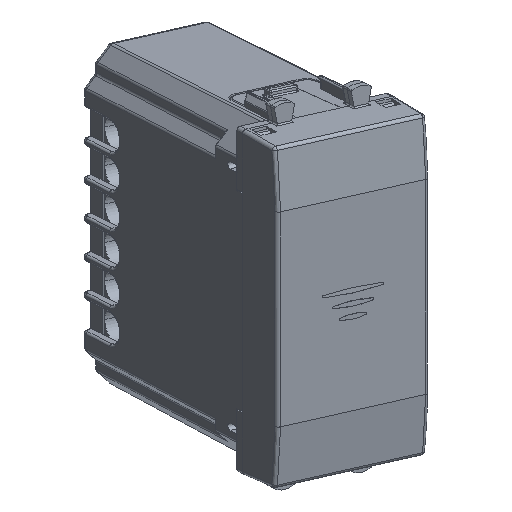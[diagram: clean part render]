
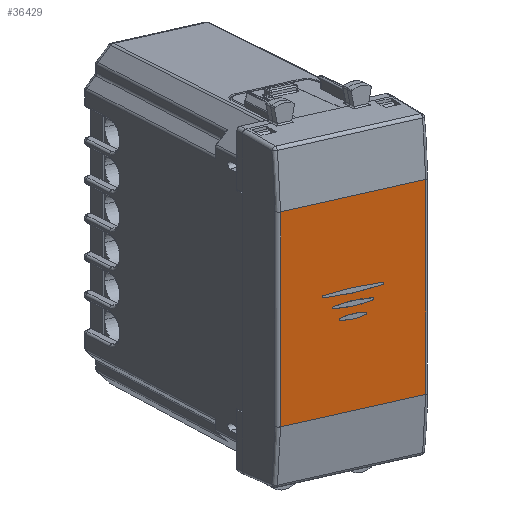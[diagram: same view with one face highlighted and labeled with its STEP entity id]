
A CAD part, top view. The second image highlights one B-rep face of the part: STEP entity #36429.
In plain terms, the highlighted face is planar.
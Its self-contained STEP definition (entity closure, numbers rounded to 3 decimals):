
#29819=CARTESIAN_POINT('Vertex',(13.969,10.613,8.875)) ;
#29853=CARTESIAN_POINT('Vertex',(-13.969,10.613,8.875)) ;
#29856=CARTESIAN_POINT('Line Origine',(0.,10.613,8.875)) ;
#29959=CARTESIAN_POINT('Line Origine',(13.969,0.,8.875)) ;
#29963=CARTESIAN_POINT('Vertex',(13.969,-10.613,8.875)) ;
#32080=CARTESIAN_POINT('Line Origine',(0.,-10.613,8.875)) ;
#32084=CARTESIAN_POINT('Vertex',(-13.969,-10.613,8.875)) ;
#32274=CARTESIAN_POINT('Line Origine',(-13.969,0.,8.875)) ;
#35491=CARTESIAN_POINT('Control Point',(-1.542,-4.364,8.875)) ;
#35492=CARTESIAN_POINT('Control Point',(-1.551,-4.455,8.875)) ;
#35493=CARTESIAN_POINT('Control Point',(-1.627,-4.543,8.875)) ;
#35494=CARTESIAN_POINT('Control Point',(-1.766,-4.54,8.875)) ;
#35495=CARTESIAN_POINT('Control Point',(-1.839,-4.454,8.875)) ;
#35496=CARTESIAN_POINT('Control Point',(-1.848,-4.364,8.875)) ;
#35497=CARTESIAN_POINT('Vertex',(-1.542,-4.364,8.875)) ;
#35499=CARTESIAN_POINT('Vertex',(-1.848,-4.364,8.875)) ;
#35533=CARTESIAN_POINT('Vertex',(-1.848,4.364,8.875)) ;
#35537=CARTESIAN_POINT('Control Point',(-1.848,-4.364,8.875)) ;
#35538=CARTESIAN_POINT('Control Point',(-2.114,-1.463,8.875)) ;
#35539=CARTESIAN_POINT('Control Point',(-2.114,1.463,8.875)) ;
#35540=CARTESIAN_POINT('Control Point',(-1.848,4.364,8.875)) ;
#35571=CARTESIAN_POINT('Vertex',(-1.542,4.364,8.875)) ;
#35575=CARTESIAN_POINT('Control Point',(-1.542,4.364,8.875)) ;
#35576=CARTESIAN_POINT('Control Point',(-1.551,4.455,8.875)) ;
#35577=CARTESIAN_POINT('Control Point',(-1.627,4.543,8.875)) ;
#35578=CARTESIAN_POINT('Control Point',(-1.766,4.54,8.875)) ;
#35579=CARTESIAN_POINT('Control Point',(-1.839,4.454,8.875)) ;
#35580=CARTESIAN_POINT('Control Point',(-1.848,4.364,8.875)) ;
#35603=CARTESIAN_POINT('Control Point',(-1.542,-4.364,8.875)) ;
#35604=CARTESIAN_POINT('Control Point',(-1.273,-1.463,8.875)) ;
#35605=CARTESIAN_POINT('Control Point',(-1.273,1.463,8.875)) ;
#35606=CARTESIAN_POINT('Control Point',(-1.542,4.364,8.875)) ;
#35635=CARTESIAN_POINT('Control Point',(0.164,-2.872,8.875)) ;
#35636=CARTESIAN_POINT('Control Point',(0.151,-2.962,8.875)) ;
#35637=CARTESIAN_POINT('Control Point',(0.074,-3.046,8.875)) ;
#35638=CARTESIAN_POINT('Control Point',(-0.061,-3.045,8.875)) ;
#35639=CARTESIAN_POINT('Control Point',(-0.138,-2.962,8.875)) ;
#35640=CARTESIAN_POINT('Control Point',(-0.15,-2.872,8.875)) ;
#35641=CARTESIAN_POINT('Vertex',(0.164,-2.872,8.875)) ;
#35643=CARTESIAN_POINT('Vertex',(-0.15,-2.872,8.875)) ;
#35675=CARTESIAN_POINT('Control Point',(-0.15,-2.872,8.875)) ;
#35676=CARTESIAN_POINT('Control Point',(-0.419,-0.97,8.875)) ;
#35677=CARTESIAN_POINT('Control Point',(-0.419,0.97,8.875)) ;
#35678=CARTESIAN_POINT('Control Point',(-0.15,2.872,8.875)) ;
#35679=CARTESIAN_POINT('Vertex',(-0.15,2.872,8.875)) ;
#35715=CARTESIAN_POINT('Vertex',(0.164,2.872,8.875)) ;
#35719=CARTESIAN_POINT('Control Point',(0.164,2.872,8.875)) ;
#35720=CARTESIAN_POINT('Control Point',(0.151,2.962,8.875)) ;
#35721=CARTESIAN_POINT('Control Point',(0.074,3.046,8.875)) ;
#35722=CARTESIAN_POINT('Control Point',(-0.061,3.045,8.875)) ;
#35723=CARTESIAN_POINT('Control Point',(-0.138,2.962,8.875)) ;
#35724=CARTESIAN_POINT('Control Point',(-0.15,2.872,8.875)) ;
#35747=CARTESIAN_POINT('Control Point',(0.164,-2.872,8.875)) ;
#35748=CARTESIAN_POINT('Control Point',(0.432,-0.97,8.875)) ;
#35749=CARTESIAN_POINT('Control Point',(0.432,0.97,8.875)) ;
#35750=CARTESIAN_POINT('Control Point',(0.164,2.872,8.875)) ;
#35779=CARTESIAN_POINT('Control Point',(1.859,-1.883,8.875)) ;
#35780=CARTESIAN_POINT('Control Point',(1.842,-1.965,8.875)) ;
#35781=CARTESIAN_POINT('Control Point',(1.769,-2.037,8.875)) ;
#35782=CARTESIAN_POINT('Control Point',(1.648,-2.036,8.875)) ;
#35783=CARTESIAN_POINT('Control Point',(1.575,-1.965,8.875)) ;
#35784=CARTESIAN_POINT('Control Point',(1.557,-1.883,8.875)) ;
#35785=CARTESIAN_POINT('Vertex',(1.859,-1.883,8.875)) ;
#35787=CARTESIAN_POINT('Vertex',(1.557,-1.883,8.875)) ;
#35819=CARTESIAN_POINT('Control Point',(1.557,-1.883,8.875)) ;
#35820=CARTESIAN_POINT('Control Point',(1.285,-0.648,8.875)) ;
#35821=CARTESIAN_POINT('Control Point',(1.285,0.648,8.875)) ;
#35822=CARTESIAN_POINT('Control Point',(1.557,1.883,8.875)) ;
#35823=CARTESIAN_POINT('Vertex',(1.557,1.883,8.875)) ;
#35859=CARTESIAN_POINT('Vertex',(1.859,1.883,8.875)) ;
#35863=CARTESIAN_POINT('Control Point',(1.859,1.883,8.875)) ;
#35864=CARTESIAN_POINT('Control Point',(1.842,1.965,8.875)) ;
#35865=CARTESIAN_POINT('Control Point',(1.769,2.037,8.875)) ;
#35866=CARTESIAN_POINT('Control Point',(1.648,2.036,8.875)) ;
#35867=CARTESIAN_POINT('Control Point',(1.575,1.965,8.875)) ;
#35868=CARTESIAN_POINT('Control Point',(1.557,1.883,8.875)) ;
#35891=CARTESIAN_POINT('Control Point',(1.859,1.883,8.875)) ;
#35892=CARTESIAN_POINT('Control Point',(2.129,0.647,8.875)) ;
#35893=CARTESIAN_POINT('Control Point',(2.129,-0.647,8.875)) ;
#35894=CARTESIAN_POINT('Control Point',(1.859,-1.883,8.875)) ;
#36400=CARTESIAN_POINT('Axis2P3D Location',(13.969,0.,8.875)) ;
#29857=DIRECTION('Vector Direction',(1.,0.,0.)) ;
#29960=DIRECTION('Vector Direction',(0.,1.,0.)) ;
#32081=DIRECTION('Vector Direction',(-1.,0.,0.)) ;
#32275=DIRECTION('Vector Direction',(0.,1.,0.)) ;
#36401=DIRECTION('Axis2P3D Direction',(0.,0.,-1.)) ;
#36402=DIRECTION('Axis2P3D XDirection',(-1.,0.,0.)) ;
#36403=AXIS2_PLACEMENT_3D('Plane Axis2P3D',#36400,#36401,#36402) ;
#36406=ORIENTED_EDGE('',*,*,#32086,.F.) ;
#36407=ORIENTED_EDGE('',*,*,#29965,.T.) ;
#36408=ORIENTED_EDGE('',*,*,#29860,.T.) ;
#36409=ORIENTED_EDGE('',*,*,#32278,.F.) ;
#36412=ORIENTED_EDGE('',*,*,#35789,.T.) ;
#36413=ORIENTED_EDGE('',*,*,#35825,.T.) ;
#36414=ORIENTED_EDGE('',*,*,#35869,.F.) ;
#36415=ORIENTED_EDGE('',*,*,#35895,.T.) ;
#36418=ORIENTED_EDGE('',*,*,#35645,.T.) ;
#36419=ORIENTED_EDGE('',*,*,#35681,.T.) ;
#36420=ORIENTED_EDGE('',*,*,#35725,.F.) ;
#36421=ORIENTED_EDGE('',*,*,#35751,.F.) ;
#36424=ORIENTED_EDGE('',*,*,#35501,.T.) ;
#36425=ORIENTED_EDGE('',*,*,#35541,.T.) ;
#36426=ORIENTED_EDGE('',*,*,#35581,.F.) ;
#36427=ORIENTED_EDGE('',*,*,#35607,.F.) ;
#36416=FACE_BOUND('',#36411,.T.) ;
#36422=FACE_BOUND('',#36417,.T.) ;
#36428=FACE_BOUND('',#36423,.T.) ;
#29858=VECTOR('Line Direction',#29857,1.) ;
#29961=VECTOR('Line Direction',#29960,1.) ;
#32082=VECTOR('Line Direction',#32081,1.) ;
#32276=VECTOR('Line Direction',#32275,1.) ;
#36429=ADVANCED_FACE('PartBody',(#36410,#36416,#36422,#36428),#36404,.F.) ;
#35490=B_SPLINE_CURVE_WITH_KNOTS('',5,(#35491,#35492,#35493,#35494,#35495,#35496),.UNSPECIFIED.,.F.,.U.,(6,6),(0.,0.772),.UNSPECIFIED.) ;
#35536=B_SPLINE_CURVE_WITH_KNOTS('',3,(#35537,#35538,#35539,#35540),.UNSPECIFIED.,.F.,.U.,(4,4),(0.,15.138),.UNSPECIFIED.) ;
#35574=B_SPLINE_CURVE_WITH_KNOTS('',5,(#35575,#35576,#35577,#35578,#35579,#35580),.UNSPECIFIED.,.F.,.U.,(6,6),(0.,0.772),.UNSPECIFIED.) ;
#35602=B_SPLINE_CURVE_WITH_KNOTS('',3,(#35603,#35604,#35605,#35606),.UNSPECIFIED.,.F.,.U.,(4,4),(0.,15.139),.UNSPECIFIED.) ;
#35634=B_SPLINE_CURVE_WITH_KNOTS('',5,(#35635,#35636,#35637,#35638,#35639,#35640),.UNSPECIFIED.,.F.,.U.,(6,6),(0.,0.756),.UNSPECIFIED.) ;
#35674=B_SPLINE_CURVE_WITH_KNOTS('',3,(#35675,#35676,#35677,#35678),.UNSPECIFIED.,.F.,.U.,(4,4),(0.,9.979),.UNSPECIFIED.) ;
#35718=B_SPLINE_CURVE_WITH_KNOTS('',5,(#35719,#35720,#35721,#35722,#35723,#35724),.UNSPECIFIED.,.F.,.U.,(6,6),(0.,0.756),.UNSPECIFIED.) ;
#35746=B_SPLINE_CURVE_WITH_KNOTS('',3,(#35747,#35748,#35749,#35750),.UNSPECIFIED.,.F.,.U.,(4,4),(0.,9.979),.UNSPECIFIED.) ;
#35778=B_SPLINE_CURVE_WITH_KNOTS('',5,(#35779,#35780,#35781,#35782,#35783,#35784),.UNSPECIFIED.,.F.,.U.,(6,6),(0.,0.711),.UNSPECIFIED.) ;
#35818=B_SPLINE_CURVE_WITH_KNOTS('',3,(#35819,#35820,#35821,#35822),.UNSPECIFIED.,.F.,.U.,(4,4),(0.,6.572),.UNSPECIFIED.) ;
#35862=B_SPLINE_CURVE_WITH_KNOTS('',5,(#35863,#35864,#35865,#35866,#35867,#35868),.UNSPECIFIED.,.F.,.U.,(6,6),(0.,0.711),.UNSPECIFIED.) ;
#35890=B_SPLINE_CURVE_WITH_KNOTS('',3,(#35891,#35892,#35893,#35894),.UNSPECIFIED.,.F.,.U.,(4,4),(0.,6.571),.UNSPECIFIED.) ;
#29860=EDGE_CURVE('',#29820,#29854,#29859,.F.) ;
#29965=EDGE_CURVE('',#29964,#29820,#29962,.T.) ;
#32086=EDGE_CURVE('',#29964,#32085,#32083,.T.) ;
#32278=EDGE_CURVE('',#32085,#29854,#32277,.T.) ;
#35501=EDGE_CURVE('',#35498,#35500,#35490,.T.) ;
#35541=EDGE_CURVE('',#35500,#35534,#35536,.T.) ;
#35581=EDGE_CURVE('',#35572,#35534,#35574,.T.) ;
#35607=EDGE_CURVE('',#35498,#35572,#35602,.T.) ;
#35645=EDGE_CURVE('',#35642,#35644,#35634,.T.) ;
#35681=EDGE_CURVE('',#35644,#35680,#35674,.T.) ;
#35725=EDGE_CURVE('',#35716,#35680,#35718,.T.) ;
#35751=EDGE_CURVE('',#35642,#35716,#35746,.T.) ;
#35789=EDGE_CURVE('',#35786,#35788,#35778,.T.) ;
#35825=EDGE_CURVE('',#35788,#35824,#35818,.T.) ;
#35869=EDGE_CURVE('',#35860,#35824,#35862,.T.) ;
#35895=EDGE_CURVE('',#35860,#35786,#35890,.T.) ;
#36405=EDGE_LOOP('',(#36406,#36407,#36408,#36409)) ;
#36411=EDGE_LOOP('',(#36412,#36413,#36414,#36415)) ;
#36417=EDGE_LOOP('',(#36418,#36419,#36420,#36421)) ;
#36423=EDGE_LOOP('',(#36424,#36425,#36426,#36427)) ;
#36410=FACE_OUTER_BOUND('',#36405,.T.) ;
#29859=LINE('Line',#29856,#29858) ;
#29962=LINE('Line',#29959,#29961) ;
#32083=LINE('Line',#32080,#32082) ;
#32277=LINE('Line',#32274,#32276) ;
#36404=PLANE('',#36403) ;
#29820=VERTEX_POINT('',#29819) ;
#29854=VERTEX_POINT('',#29853) ;
#29964=VERTEX_POINT('',#29963) ;
#32085=VERTEX_POINT('',#32084) ;
#35498=VERTEX_POINT('',#35497) ;
#35500=VERTEX_POINT('',#35499) ;
#35534=VERTEX_POINT('',#35533) ;
#35572=VERTEX_POINT('',#35571) ;
#35642=VERTEX_POINT('',#35641) ;
#35644=VERTEX_POINT('',#35643) ;
#35680=VERTEX_POINT('',#35679) ;
#35716=VERTEX_POINT('',#35715) ;
#35786=VERTEX_POINT('',#35785) ;
#35788=VERTEX_POINT('',#35787) ;
#35824=VERTEX_POINT('',#35823) ;
#35860=VERTEX_POINT('',#35859) ;
